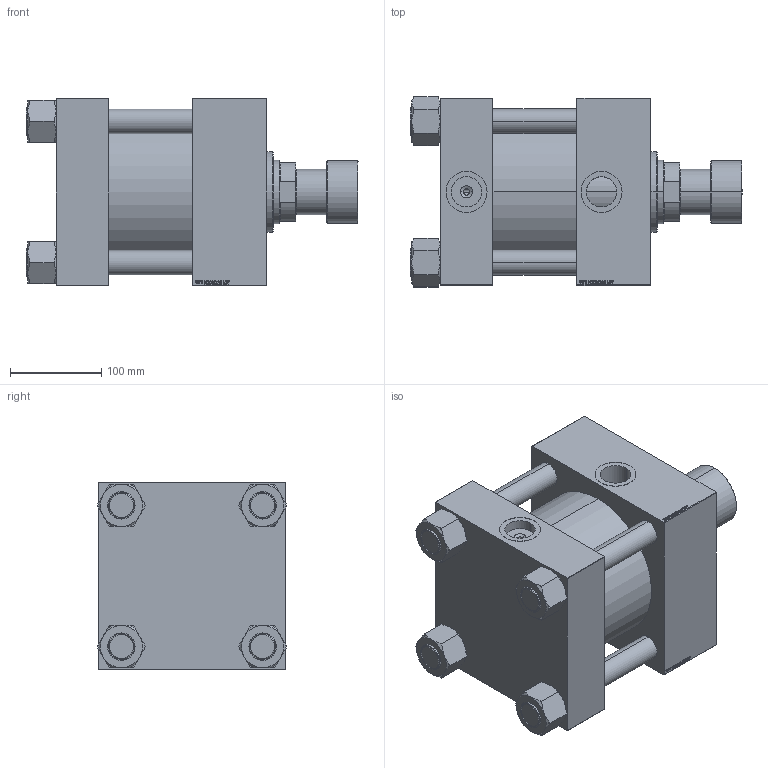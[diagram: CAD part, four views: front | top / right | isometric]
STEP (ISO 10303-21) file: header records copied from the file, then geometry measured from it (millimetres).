
FILE_DESCRIPTION (( 'STEP AP203' ), '1' );
FILE_NAME ('feaf.STEP', '2022-04-16T22:44:07', ( '' ), ( '' ), 'SwSTEP 2.0', 'SolidWorks 2019', '' );
FILE_SCHEMA (( 'CONFIG_CONTROL_DESIGN' ));
Length unit declared in the file: millimetre
Products named in the file (7): V215CD_Body_C fbe78af23574862a5a56424cb55f9caa; NUT_M5_V215CD_C fbe78af23574862a5a56424cb55f9caa; V215CD_C_TYCINKA fbe78af23574862a5a56424cb55f9caa; V215CR_ROD_END_F fbe78af23574862a5a56424cb55f9caa; V215CD_VCP_C fbe78af23574862a5a56424cb55f9caa; feaf; V215CD_VC_C fbe78af23574862a5a56424cb55f9caa
Assembly tree (12 placements, depth 2):
  feaf
    V215CD_Body_C fbe78af23574862a5a56424cb55f9caa
    V215CD_VC_C fbe78af23574862a5a56424cb55f9caa
    V215CD_VCP_C fbe78af23574862a5a56424cb55f9caa
    V215CD_C_TYCINKA fbe78af23574862a5a56424cb55f9caa  x4
    NUT_M5_V215CD_C fbe78af23574862a5a56424cb55f9caa  x4
    V215CR_ROD_END_F fbe78af23574862a5a56424cb55f9caa
Bounding box: 364 x 208.14 x 205 mm (x, y, z)
Volume: 7637134.1 mm3; surface area: 714126.3 mm2
Topology: 12 solids, 12 shells, 1216 faces, 3072 edges, 2001 vertices
Faces by surface type: plane 580, bspline 392, cone 136, cylinder 96, torus 12
Entity records: 51385 total; most frequent: CARTESIAN_POINT 27355, ORIENTED_EDGE 5408, DIRECTION 3484, EDGE_CURVE 2704, VERTEX_POINT 1779, VECTOR 1624, LINE 1624, EDGE_LOOP 1193
